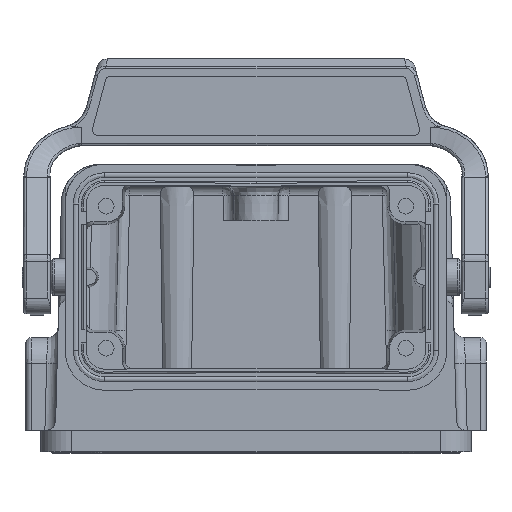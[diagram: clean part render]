
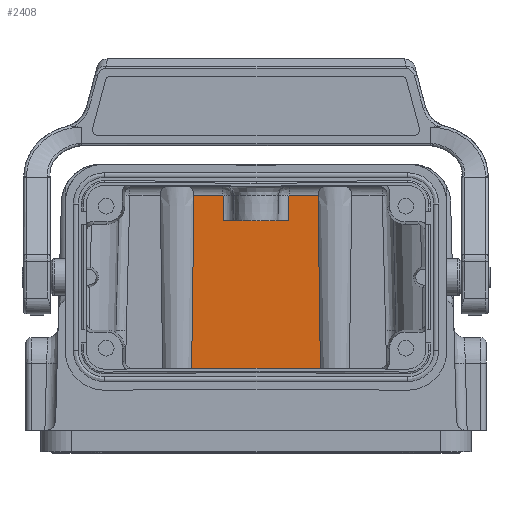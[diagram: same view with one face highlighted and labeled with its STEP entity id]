
A CAD part, front view. The second image highlights one B-rep face of the part: STEP entity #2408.
In plain terms, the highlighted planar face has unit normal (0, -1, -0.026).
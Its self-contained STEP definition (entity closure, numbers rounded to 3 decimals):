
#1107=FACE_OUTER_BOUND('',#6039,.T.);
#1944=B_SPLINE_CURVE_WITH_KNOTS('',2,(#20131,#20132,#20133),
 .UNSPECIFIED.,.F.,.F.,(3,3),(0.,1.),.UNSPECIFIED.);
#1945=B_SPLINE_CURVE_WITH_KNOTS('',2,(#20141,#20142,#20143),
 .UNSPECIFIED.,.F.,.F.,(3,3),(0.,1.),.UNSPECIFIED.);
#2408=ADVANCED_FACE('',(#1107),#3080,.F.);
#3080=PLANE('',#14331);
#3704=LINE('',#19853,#4854);
#3705=LINE('',#19862,#4855);
#3706=LINE('',#19864,#4856);
#3737=LINE('',#20090,#4887);
#3738=LINE('',#20137,#4888);
#3739=LINE('',#20139,#4889);
#4854=VECTOR('',#15954,1.);
#4855=VECTOR('',#15957,1.);
#4856=VECTOR('',#15960,1.);
#4887=VECTOR('',#16055,1.);
#4888=VECTOR('',#16062,1.);
#4889=VECTOR('',#16063,1.);
#6039=EDGE_LOOP('',(#7619,#7620,#7621,#7622,#7623,#7624,#7625,#7626));
#7619=ORIENTED_EDGE('',*,*,#12301,.T.);
#7620=ORIENTED_EDGE('',*,*,#12299,.F.);
#7621=ORIENTED_EDGE('',*,*,#12297,.T.);
#7622=ORIENTED_EDGE('',*,*,#12237,.T.);
#7623=ORIENTED_EDGE('',*,*,#12239,.F.);
#7624=ORIENTED_EDGE('',*,*,#12240,.T.);
#7625=ORIENTED_EDGE('',*,*,#12302,.T.);
#7626=ORIENTED_EDGE('',*,*,#12303,.F.);
#10878=VERTEX_POINT('',#19835);
#10879=VERTEX_POINT('',#19852);
#10880=VERTEX_POINT('',#19861);
#10881=VERTEX_POINT('',#19865);
#10916=VERTEX_POINT('',#20091);
#10917=VERTEX_POINT('',#20134);
#10918=VERTEX_POINT('',#20138);
#10919=VERTEX_POINT('',#20140);
#12237=EDGE_CURVE('',#10878,#10879,#3704,.T.);
#12239=EDGE_CURVE('',#10880,#10879,#3705,.T.);
#12240=EDGE_CURVE('',#10880,#10881,#3706,.T.);
#12297=EDGE_CURVE('',#10916,#10878,#3737,.T.);
#12299=EDGE_CURVE('',#10916,#10917,#1944,.T.);
#12301=EDGE_CURVE('',#10918,#10917,#3738,.T.);
#12302=EDGE_CURVE('',#10881,#10919,#3739,.T.);
#12303=EDGE_CURVE('',#10918,#10919,#1945,.T.);
#14331=AXIS2_PLACEMENT_3D('',#20144,#16064,#16065);
#15954=DIRECTION('',(-0.026,0.026,-0.999));
#15957=DIRECTION('',(1.,0.,0.));
#15960=DIRECTION('',(-0.026,-0.026,0.999));
#16055=DIRECTION('',(-1.,0.,0.));
#16062=DIRECTION('',(1.,0.,0.));
#16063=DIRECTION('',(-1.,0.,0.));
#16064=DIRECTION('',(0.,1.,0.026));
#16065=DIRECTION('',(-1.,0.,0.));
#19835=CARTESIAN_POINT('',(6.276,54.328,15.552));
#19852=CARTESIAN_POINT('',(6.149,54.455,10.7));
#19853=CARTESIAN_POINT('',(6.276,54.328,15.552));
#19861=CARTESIAN_POINT('',(-6.149,54.455,10.7));
#19862=CARTESIAN_POINT('',(-6.149,54.455,10.7));
#19864=CARTESIAN_POINT('',(-6.149,54.455,10.7));
#19865=CARTESIAN_POINT('',(-6.276,54.328,15.552));
#20090=CARTESIAN_POINT('',(11.796,54.328,15.552));
#20091=CARTESIAN_POINT('',(11.796,54.328,15.552));
#20131=CARTESIAN_POINT('',(11.796,54.328,15.552));
#20132=CARTESIAN_POINT('',(12.099,54.975,-9.161));
#20133=CARTESIAN_POINT('',(12.402,55.5,-29.2));
#20134=CARTESIAN_POINT('',(12.402,55.5,-29.2));
#20137=CARTESIAN_POINT('',(-12.402,55.5,-29.2));
#20138=CARTESIAN_POINT('',(-12.402,55.5,-29.2));
#20139=CARTESIAN_POINT('',(-6.276,54.328,15.552));
#20140=CARTESIAN_POINT('',(-11.796,54.328,15.552));
#20141=CARTESIAN_POINT('',(-12.402,55.5,-29.2));
#20142=CARTESIAN_POINT('',(-12.099,54.975,-9.161));
#20143=CARTESIAN_POINT('',(-11.796,54.328,15.552));
#20144=CARTESIAN_POINT('',(27.282,55.5,-29.2));
